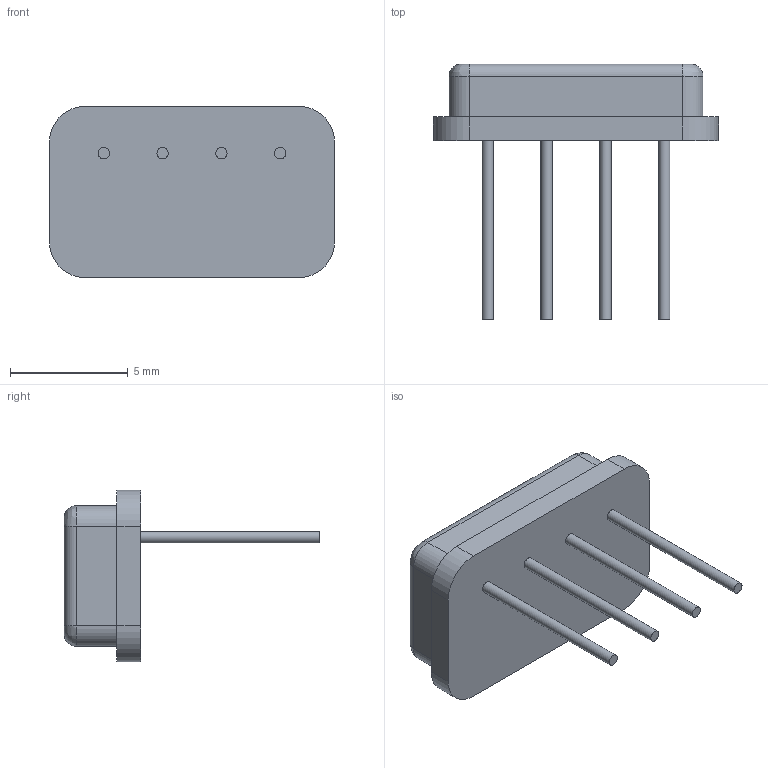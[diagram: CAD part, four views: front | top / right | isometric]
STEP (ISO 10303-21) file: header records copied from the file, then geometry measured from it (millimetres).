
FILE_DESCRIPTION(/* description */ (''),/* implementation_level */ '2;1');
FILE_NAME(/* name */ 'F88SM.step',/* time_stamp */ '2021-04-13T19:37:57-04:00',/* author */ (''),/* organization */ (''),/* preprocessor_version */ 'ST-DEVELOPER v18.1',/* originating_system */ 'Autodesk Translation Framework v9.10.0.1330',/* authorisation */ '');
FILE_SCHEMA (('AUTOMOTIVE_DESIGN { 1 0 10303 214 3 1 1 }'));
Length unit declared in the file: inch
Products named in the file (1): F88SM
Bounding box: 12.12 x 10.87 x 7.29 mm (x, y, z)
Volume: 234.1 mm3; surface area: 320.2 mm2
Topology: 1 solids, 1 shells, 35 faces, 76 edges, 48 vertices
Faces by surface type: cylinder 16, plane 15, bspline 4
Full cylindrical faces by diameter (mm): 0.483 x4
Entity records: 1020 total; most frequent: CARTESIAN_POINT 192, DIRECTION 176, ORIENTED_EDGE 152, EDGE_CURVE 76, AXIS2_PLACEMENT_3D 68, VERTEX_POINT 48, EDGE_LOOP 40, LINE 40
